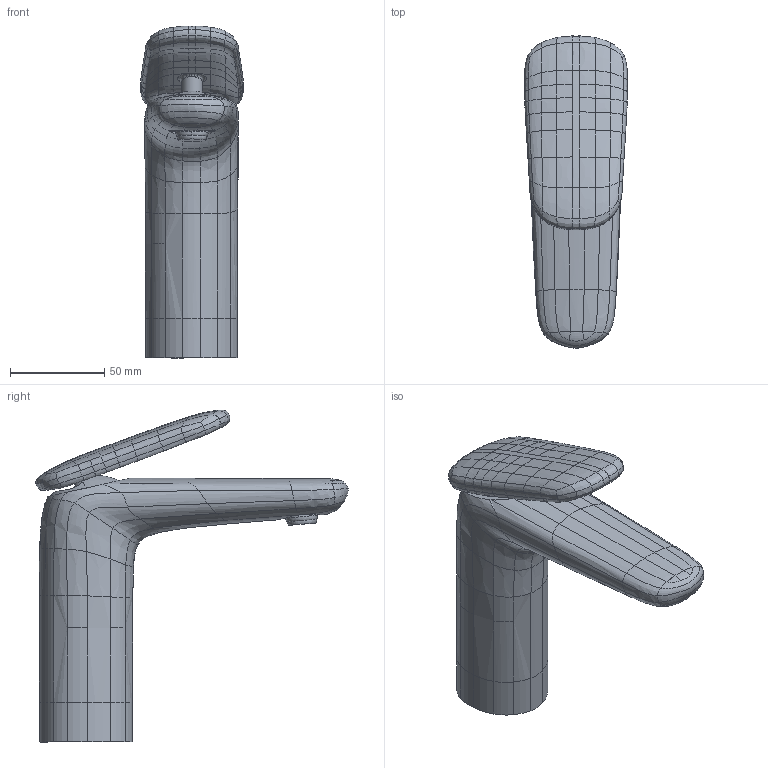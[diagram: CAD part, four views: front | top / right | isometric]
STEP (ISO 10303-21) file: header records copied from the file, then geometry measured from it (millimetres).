
FILE_DESCRIPTION(/* description */ (''),/* implementation_level */ '2;1');
FILE_NAME(/* name */ 'TVW111004000.step',/* time_stamp */ '2023-01-19T13:34:44+01:00',/* author */ (''),/* organization */ (''),/* preprocessor_version */ 'ST-DEVELOPER v19.2',/* originating_system */ 'Autodesk Translation Framework v11.17.0.187',/* authorisation */ '');
FILE_SCHEMA (('AUTOMOTIVE_DESIGN { 1 0 10303 214 3 1 1 }'));
Products named in the file (6): (Nicht gespeichert); CROMATO; CAPP-LAVABO-ANTAO-CART-25-V9; MANIGLIA-ANTAO-CART-25-V9; AC53G5682ASSSLC1_2NE; Komponente5
Assembly tree (5 placements, depth 2):
  (Nicht gespeichert)
    CROMATO
    CAPP-LAVABO-ANTAO-CART-25-V9
    MANIGLIA-ANTAO-CART-25-V9
    AC53G5682ASSSLC1_2NE
    Komponente5
Bounding box: 54.54 x 165.69 x 176.22 mm (x, y, z)
Surface area: 56359.7 mm2 (no closed solid volume)
Topology: 0 solids, 5 shells, 434 faces, 977 edges, 544 vertices
Faces by surface type: bspline 386, cylinder 22, plane 22, cone 2, torus 2
Full cylindrical faces by diameter (mm): 11 x1, 17 x1, 23.1 x1, 24 x1, 24.5 x2, 36.5 x1
Entity records: 40182 total; most frequent: CARTESIAN_POINT 33149, ORIENTED_EDGE 1899, EDGE_CURVE 970, B_SPLINE_CURVE_WITH_KNOTS 722, VERTEX_POINT 544, DIRECTION 473, EDGE_LOOP 445, FACE_OUTER_BOUND 434
